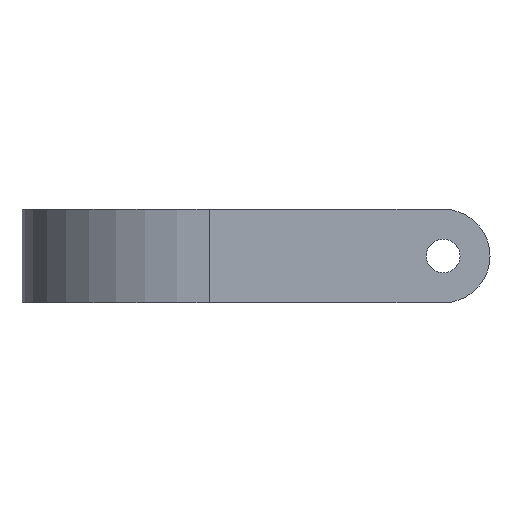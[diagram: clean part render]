
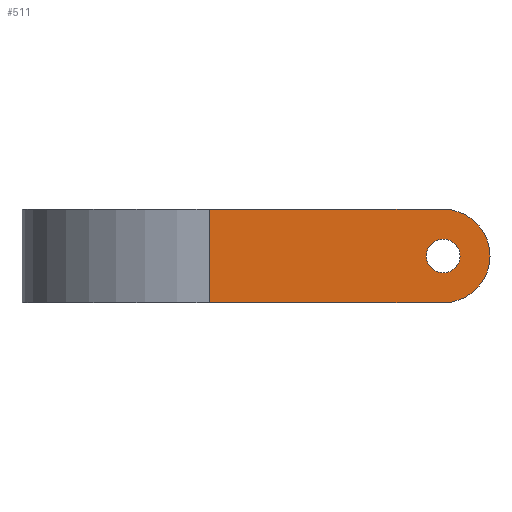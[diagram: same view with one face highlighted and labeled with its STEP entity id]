
A CAD part, front view. The second image highlights one B-rep face of the part: STEP entity #511.
In plain terms, the highlighted planar face has unit normal (0, -1, 0).
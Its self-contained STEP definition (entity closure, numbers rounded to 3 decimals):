
#2 = ORIENTED_EDGE ( 'NONE', *, *, #305, .T. ) ;
#4 = VECTOR ( 'NONE', #354, 1000. ) ;
#9 = LINE ( 'NONE', #349, #4 ) ;
#15 = AXIS2_PLACEMENT_3D ( 'NONE', #401, #23, #306 ) ;
#17 = DIRECTION ( 'NONE',  ( 0., -1., 0. ) ) ;
#23 = DIRECTION ( 'NONE',  ( 0., -1., 0. ) ) ;
#34 = DIRECTION ( 'NONE',  ( 0., -1., 0. ) ) ;
#42 = CIRCLE ( 'NONE', #290, 1.8 ) ;
#57 = VERTEX_POINT ( 'NONE', #355 ) ;
#62 = CARTESIAN_POINT ( 'NONE',  ( 0., 0., 10. ) ) ;
#68 = VERTEX_POINT ( 'NONE', #139 ) ;
#81 = VERTEX_POINT ( 'NONE', #438 ) ;
#85 = CIRCLE ( 'NONE', #15, 5. ) ;
#87 = EDGE_CURVE ( 'NONE', #81, #529, #85, .T. ) ;
#93 = CIRCLE ( 'NONE', #319, 1.8 ) ;
#98 = FACE_OUTER_BOUND ( 'NONE', #450, .T. ) ;
#102 = VECTOR ( 'NONE', #400, 1000. ) ;
#139 = CARTESIAN_POINT ( 'NONE',  ( -5., 0., 3.2 ) ) ;
#144 = CARTESIAN_POINT ( 'NONE',  ( 0., 0., 10. ) ) ;
#146 = DIRECTION ( 'NONE',  ( -1., 0., 0. ) ) ;
#153 = EDGE_CURVE ( 'NONE', #342, #68, #42, .T. ) ;
#165 = DIRECTION ( 'NONE',  ( 0., -1., 0. ) ) ;
#183 = LINE ( 'NONE', #62, #243 ) ;
#198 = DIRECTION ( 'NONE',  ( 0., 0., -1. ) ) ;
#214 = CARTESIAN_POINT ( 'NONE',  ( -5., 0., 0. ) ) ;
#216 = ORIENTED_EDGE ( 'NONE', *, *, #379, .T. ) ;
#224 = DIRECTION ( 'NONE',  ( 1., 0., 0. ) ) ;
#229 = PLANE ( 'NONE',  #285 ) ;
#235 = ORIENTED_EDGE ( 'NONE', *, *, #487, .F. ) ;
#240 = CARTESIAN_POINT ( 'NONE',  ( -5., 0., 5. ) ) ;
#243 = VECTOR ( 'NONE', #224, 1000. ) ;
#256 = CARTESIAN_POINT ( 'NONE',  ( -5., 0., 5. ) ) ;
#262 = DIRECTION ( 'NONE',  ( -1., 0., 0. ) ) ;
#280 = LINE ( 'NONE', #449, #102 ) ;
#285 = AXIS2_PLACEMENT_3D ( 'NONE', #144, #476, #262 ) ;
#290 = AXIS2_PLACEMENT_3D ( 'NONE', #443, #165, #198 ) ;
#305 = EDGE_CURVE ( 'NONE', #423, #57, #280, .T. ) ;
#306 = DIRECTION ( 'NONE',  ( -1., 0., 0. ) ) ;
#319 = AXIS2_PLACEMENT_3D ( 'NONE', #256, #34, #454 ) ;
#330 = ORIENTED_EDGE ( 'NONE', *, *, #421, .F. ) ;
#333 = AXIS2_PLACEMENT_3D ( 'NONE', #240, #17, #146 ) ;
#340 = ORIENTED_EDGE ( 'NONE', *, *, #518, .T. ) ;
#342 = VERTEX_POINT ( 'NONE', #522 ) ;
#349 = CARTESIAN_POINT ( 'NONE',  ( 0., 0., 0. ) ) ;
#354 = DIRECTION ( 'NONE',  ( 1., 0., 0. ) ) ;
#355 = CARTESIAN_POINT ( 'NONE',  ( -30., 0., 0. ) ) ;
#379 = EDGE_CURVE ( 'NONE', #459, #81, #523, .T. ) ;
#392 = EDGE_LOOP ( 'NONE', ( #330, #429 ) ) ;
#400 = DIRECTION ( 'NONE',  ( 0., 0., -1. ) ) ;
#401 = CARTESIAN_POINT ( 'NONE',  ( -5., 0., 5. ) ) ;
#421 = EDGE_CURVE ( 'NONE', #68, #342, #93, .T. ) ;
#422 = CARTESIAN_POINT ( 'NONE',  ( -30., 0., 10. ) ) ;
#423 = VERTEX_POINT ( 'NONE', #422 ) ;
#429 = ORIENTED_EDGE ( 'NONE', *, *, #153, .F. ) ;
#438 = CARTESIAN_POINT ( 'NONE',  ( 0., 0., 5. ) ) ;
#443 = CARTESIAN_POINT ( 'NONE',  ( -5., 0., 5. ) ) ;
#449 = CARTESIAN_POINT ( 'NONE',  ( -30., 0., 10. ) ) ;
#450 = EDGE_LOOP ( 'NONE', ( #216, #500, #235, #2, #340 ) ) ;
#454 = DIRECTION ( 'NONE',  ( 0., 0., -1. ) ) ;
#459 = VERTEX_POINT ( 'NONE', #214 ) ;
#476 = DIRECTION ( 'NONE',  ( 0., 1., 0. ) ) ;
#480 = CARTESIAN_POINT ( 'NONE',  ( -5., 0., 10. ) ) ;
#487 = EDGE_CURVE ( 'NONE', #423, #529, #183, .T. ) ;
#488 = FACE_BOUND ( 'NONE', #392, .T. ) ;
#500 = ORIENTED_EDGE ( 'NONE', *, *, #87, .T. ) ;
#511 = ADVANCED_FACE ( 'NONE', ( #488, #98 ), #229, .F. ) ;
#518 = EDGE_CURVE ( 'NONE', #57, #459, #9, .T. ) ;
#522 = CARTESIAN_POINT ( 'NONE',  ( -5., 0., 6.8 ) ) ;
#523 = CIRCLE ( 'NONE', #333, 5. ) ;
#529 = VERTEX_POINT ( 'NONE', #480 ) ;
